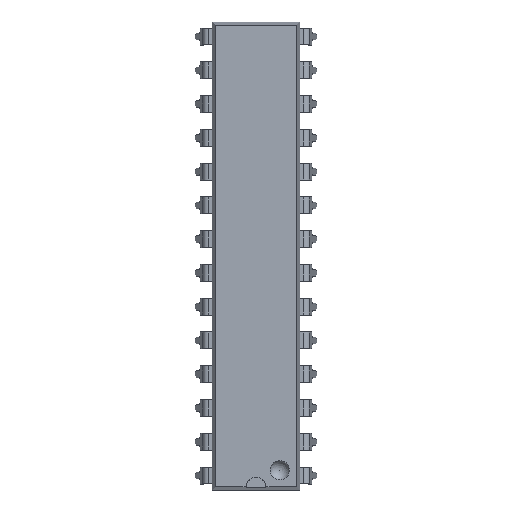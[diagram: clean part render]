
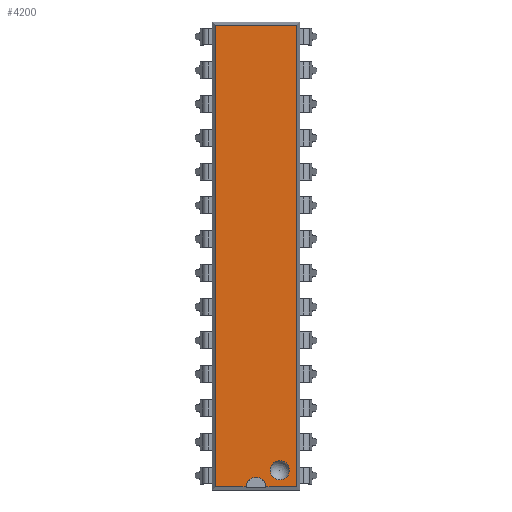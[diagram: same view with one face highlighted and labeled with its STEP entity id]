
A CAD part, top view. The second image highlights one B-rep face of the part: STEP entity #4200.
In plain terms, the highlighted planar face has unit normal (0, 0, 1).
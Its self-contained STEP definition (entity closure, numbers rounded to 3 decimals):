
#1049 = B_SPLINE_SURFACE_WITH_KNOTS('',1,1,(
    (#1050,#1051)
    ,(#1052,#1053
    )),.UNSPECIFIED.,.F.,.F.,.F.,(2,2),(2,2),(0.,35.2),(0.,1.),
  .PIECEWISE_BEZIER_KNOTS.);
#1050 = CARTESIAN_POINT('',(-3.3,-17.6,0.));
#1051 = CARTESIAN_POINT('',(-3.05,-17.35,1.6));
#1052 = CARTESIAN_POINT('',(-3.3,17.6,0.));
#1053 = CARTESIAN_POINT('',(-3.05,17.35,1.6));
#1271 = VERTEX_POINT('',#1272);
#1272 = CARTESIAN_POINT('',(-3.05,-17.35,1.6));
#1285 = B_SPLINE_SURFACE_WITH_KNOTS('',1,1,(
    (#1286,#1287)
    ,(#1288,#1289
    )),.UNSPECIFIED.,.F.,.F.,.F.,(2,2),(2,2),(0.,6.6),(0.,1.),
  .PIECEWISE_BEZIER_KNOTS.);
#1286 = CARTESIAN_POINT('',(3.3,-17.6,0.));
#1287 = CARTESIAN_POINT('',(3.05,-17.35,1.6));
#1288 = CARTESIAN_POINT('',(-3.3,-17.6,0.));
#1289 = CARTESIAN_POINT('',(-3.05,-17.35,1.6));
#2814 = VERTEX_POINT('',#2815);
#2815 = CARTESIAN_POINT('',(-3.05,17.35,1.6));
#2828 = B_SPLINE_SURFACE_WITH_KNOTS('',1,1,(
    (#2829,#2830)
    ,(#2831,#2832
    )),.UNSPECIFIED.,.F.,.F.,.F.,(2,2),(2,2),(0.,6.6),(0.,1.),
  .PIECEWISE_BEZIER_KNOTS.);
#2829 = CARTESIAN_POINT('',(-3.3,17.6,0.));
#2830 = CARTESIAN_POINT('',(-3.05,17.35,1.6));
#2831 = CARTESIAN_POINT('',(3.3,17.6,0.));
#2832 = CARTESIAN_POINT('',(3.05,17.35,1.6));
#2840 = EDGE_CURVE('',#1271,#2814,#2841,.T.);
#2841 = SURFACE_CURVE('',#2842,(#2846,#2852),.PCURVE_S1.);
#2842 = LINE('',#2843,#2844);
#2843 = CARTESIAN_POINT('',(-3.05,-17.35,1.6));
#2844 = VECTOR('',#2845,1.);
#2845 = DIRECTION('',(0.,1.,0.));
#2846 = PCURVE('',#1049,#2847);
#2847 = DEFINITIONAL_REPRESENTATION('',(#2848),#2851);
#2848 = B_SPLINE_CURVE_WITH_KNOTS('',1,(#2849,#2850),.UNSPECIFIED.,.F.,
  .F.,(2,2),(0.,34.7),.PIECEWISE_BEZIER_KNOTS.);
#2849 = CARTESIAN_POINT('',(0.,1.));
#2850 = CARTESIAN_POINT('',(35.2,1.));
#2851 = ( GEOMETRIC_REPRESENTATION_CONTEXT(2) 
PARAMETRIC_REPRESENTATION_CONTEXT() REPRESENTATION_CONTEXT('2D SPACE',''
  ) );
#2852 = PCURVE('',#2853,#2858);
#2853 = PLANE('',#2854);
#2854 = AXIS2_PLACEMENT_3D('',#2855,#2856,#2857);
#2855 = CARTESIAN_POINT('',(-3.05,17.35,1.6));
#2856 = DIRECTION('',(0.,0.,1.));
#2857 = DIRECTION('',(0.173,-0.985,0.));
#2858 = DEFINITIONAL_REPRESENTATION('',(#2859),#2863);
#2859 = LINE('',#2860,#2861);
#2860 = CARTESIAN_POINT('',(34.176,-6.008));
#2861 = VECTOR('',#2862,1.);
#2862 = DIRECTION('',(-0.985,0.173));
#2863 = ( GEOMETRIC_REPRESENTATION_CONTEXT(2) 
PARAMETRIC_REPRESENTATION_CONTEXT() REPRESENTATION_CONTEXT('2D SPACE',''
  ) );
#4024 = VERTEX_POINT('',#4025);
#4025 = CARTESIAN_POINT('',(3.05,-17.35,1.6));
#4038 = B_SPLINE_SURFACE_WITH_KNOTS('',1,1,(
    (#4039,#4040)
    ,(#4041,#4042
    )),.UNSPECIFIED.,.F.,.F.,.F.,(2,2),(2,2),(0.,35.2),(0.,1.),
  .PIECEWISE_BEZIER_KNOTS.);
#4039 = CARTESIAN_POINT('',(3.3,17.6,0.));
#4040 = CARTESIAN_POINT('',(3.05,17.35,1.6));
#4041 = CARTESIAN_POINT('',(3.3,-17.6,0.));
#4042 = CARTESIAN_POINT('',(3.05,-17.35,1.6));
#4071 = EDGE_CURVE('',#4072,#1271,#4074,.T.);
#4072 = VERTEX_POINT('',#4073);
#4073 = CARTESIAN_POINT('',(-0.749,-17.35,1.6));
#4074 = SURFACE_CURVE('',#4075,(#4079,#4085),.PCURVE_S1.);
#4075 = LINE('',#4076,#4077);
#4076 = CARTESIAN_POINT('',(3.05,-17.35,1.6));
#4077 = VECTOR('',#4078,1.);
#4078 = DIRECTION('',(-1.,0.,0.));
#4079 = PCURVE('',#1285,#4080);
#4080 = DEFINITIONAL_REPRESENTATION('',(#4081),#4084);
#4081 = B_SPLINE_CURVE_WITH_KNOTS('',1,(#4082,#4083),.UNSPECIFIED.,.F.,
  .F.,(2,2),(0.,6.1),.PIECEWISE_BEZIER_KNOTS.);
#4082 = CARTESIAN_POINT('',(0.,1.));
#4083 = CARTESIAN_POINT('',(6.6,1.));
#4084 = ( GEOMETRIC_REPRESENTATION_CONTEXT(2) 
PARAMETRIC_REPRESENTATION_CONTEXT() REPRESENTATION_CONTEXT('2D SPACE',''
  ) );
#4085 = PCURVE('',#2853,#4086);
#4086 = DEFINITIONAL_REPRESENTATION('',(#4087),#4091);
#4087 = LINE('',#4088,#4089);
#4088 = CARTESIAN_POINT('',(35.232,0.));
#4089 = VECTOR('',#4090,1.);
#4090 = DIRECTION('',(-0.173,-0.985));
#4091 = ( GEOMETRIC_REPRESENTATION_CONTEXT(2) 
PARAMETRIC_REPRESENTATION_CONTEXT() REPRESENTATION_CONTEXT('2D SPACE',''
  ) );
#4113 = CYLINDRICAL_SURFACE('',#4114,0.75);
#4114 = AXIS2_PLACEMENT_3D('',#4115,#4116,#4117);
#4115 = CARTESIAN_POINT('',(0.,-17.39,1.1));
#4116 = DIRECTION('',(-0.,0.,-1.));
#4117 = DIRECTION('',(0.,-1.,0.));
#4153 = VERTEX_POINT('',#4154);
#4154 = CARTESIAN_POINT('',(0.749,-17.35,1.6));
#4181 = EDGE_CURVE('',#4024,#4153,#4182,.T.);
#4182 = SURFACE_CURVE('',#4183,(#4187,#4193),.PCURVE_S1.);
#4183 = LINE('',#4184,#4185);
#4184 = CARTESIAN_POINT('',(3.05,-17.35,1.6));
#4185 = VECTOR('',#4186,1.);
#4186 = DIRECTION('',(-1.,0.,0.));
#4187 = PCURVE('',#1285,#4188);
#4188 = DEFINITIONAL_REPRESENTATION('',(#4189),#4192);
#4189 = B_SPLINE_CURVE_WITH_KNOTS('',1,(#4190,#4191),.UNSPECIFIED.,.F.,
  .F.,(2,2),(0.,6.1),.PIECEWISE_BEZIER_KNOTS.);
#4190 = CARTESIAN_POINT('',(0.,1.));
#4191 = CARTESIAN_POINT('',(6.6,1.));
#4192 = ( GEOMETRIC_REPRESENTATION_CONTEXT(2) 
PARAMETRIC_REPRESENTATION_CONTEXT() REPRESENTATION_CONTEXT('2D SPACE',''
  ) );
#4193 = PCURVE('',#2853,#4194);
#4194 = DEFINITIONAL_REPRESENTATION('',(#4195),#4199);
#4195 = LINE('',#4196,#4197);
#4196 = CARTESIAN_POINT('',(35.232,0.));
#4197 = VECTOR('',#4198,1.);
#4198 = DIRECTION('',(-0.173,-0.985));
#4199 = ( GEOMETRIC_REPRESENTATION_CONTEXT(2) 
PARAMETRIC_REPRESENTATION_CONTEXT() REPRESENTATION_CONTEXT('2D SPACE',''
  ) );
#4200 = ADVANCED_FACE('',(#4201,#4270),#2853,.T.);
#4201 = FACE_BOUND('',#4202,.T.);
#4202 = EDGE_LOOP('',(#4203,#4225,#4226,#4227,#4249,#4250));
#4203 = ORIENTED_EDGE('',*,*,#4204,.F.);
#4204 = EDGE_CURVE('',#2814,#4205,#4207,.T.);
#4205 = VERTEX_POINT('',#4206);
#4206 = CARTESIAN_POINT('',(3.05,17.35,1.6));
#4207 = SURFACE_CURVE('',#4208,(#4212,#4219),.PCURVE_S1.);
#4208 = LINE('',#4209,#4210);
#4209 = CARTESIAN_POINT('',(-3.05,17.35,1.6));
#4210 = VECTOR('',#4211,1.);
#4211 = DIRECTION('',(1.,0.,0.));
#4212 = PCURVE('',#2853,#4213);
#4213 = DEFINITIONAL_REPRESENTATION('',(#4214),#4218);
#4214 = LINE('',#4215,#4216);
#4215 = CARTESIAN_POINT('',(0.,0.));
#4216 = VECTOR('',#4217,1.);
#4217 = DIRECTION('',(0.173,0.985));
#4218 = ( GEOMETRIC_REPRESENTATION_CONTEXT(2) 
PARAMETRIC_REPRESENTATION_CONTEXT() REPRESENTATION_CONTEXT('2D SPACE',''
  ) );
#4219 = PCURVE('',#2828,#4220);
#4220 = DEFINITIONAL_REPRESENTATION('',(#4221),#4224);
#4221 = B_SPLINE_CURVE_WITH_KNOTS('',1,(#4222,#4223),.UNSPECIFIED.,.F.,
  .F.,(2,2),(0.,6.1),.PIECEWISE_BEZIER_KNOTS.);
#4222 = CARTESIAN_POINT('',(0.,1.));
#4223 = CARTESIAN_POINT('',(6.6,1.));
#4224 = ( GEOMETRIC_REPRESENTATION_CONTEXT(2) 
PARAMETRIC_REPRESENTATION_CONTEXT() REPRESENTATION_CONTEXT('2D SPACE',''
  ) );
#4225 = ORIENTED_EDGE('',*,*,#2840,.F.);
#4226 = ORIENTED_EDGE('',*,*,#4071,.F.);
#4227 = ORIENTED_EDGE('',*,*,#4228,.F.);
#4228 = EDGE_CURVE('',#4153,#4072,#4229,.T.);
#4229 = SURFACE_CURVE('',#4230,(#4235,#4242),.PCURVE_S1.);
#4230 = CIRCLE('',#4231,0.75);
#4231 = AXIS2_PLACEMENT_3D('',#4232,#4233,#4234);
#4232 = CARTESIAN_POINT('',(0.,-17.39,1.6));
#4233 = DIRECTION('',(-0.,0.,1.));
#4234 = DIRECTION('',(0.,-1.,0.));
#4235 = PCURVE('',#2853,#4236);
#4236 = DEFINITIONAL_REPRESENTATION('',(#4237),#4241);
#4237 = CIRCLE('',#4238,0.75);
#4238 = AXIS2_PLACEMENT_2D('',#4239,#4240);
#4239 = CARTESIAN_POINT('',(34.743,-3.011));
#4240 = DIRECTION('',(0.985,-0.173));
#4241 = ( GEOMETRIC_REPRESENTATION_CONTEXT(2) 
PARAMETRIC_REPRESENTATION_CONTEXT() REPRESENTATION_CONTEXT('2D SPACE',''
  ) );
#4242 = PCURVE('',#4113,#4243);
#4243 = DEFINITIONAL_REPRESENTATION('',(#4244),#4248);
#4244 = LINE('',#4245,#4246);
#4245 = CARTESIAN_POINT('',(-0.,-0.5));
#4246 = VECTOR('',#4247,1.);
#4247 = DIRECTION('',(-1.,0.));
#4248 = ( GEOMETRIC_REPRESENTATION_CONTEXT(2) 
PARAMETRIC_REPRESENTATION_CONTEXT() REPRESENTATION_CONTEXT('2D SPACE',''
  ) );
#4249 = ORIENTED_EDGE('',*,*,#4181,.F.);
#4250 = ORIENTED_EDGE('',*,*,#4251,.F.);
#4251 = EDGE_CURVE('',#4205,#4024,#4252,.T.);
#4252 = SURFACE_CURVE('',#4253,(#4257,#4264),.PCURVE_S1.);
#4253 = LINE('',#4254,#4255);
#4254 = CARTESIAN_POINT('',(3.05,17.35,1.6));
#4255 = VECTOR('',#4256,1.);
#4256 = DIRECTION('',(0.,-1.,0.));
#4257 = PCURVE('',#2853,#4258);
#4258 = DEFINITIONAL_REPRESENTATION('',(#4259),#4263);
#4259 = LINE('',#4260,#4261);
#4260 = CARTESIAN_POINT('',(1.056,6.008));
#4261 = VECTOR('',#4262,1.);
#4262 = DIRECTION('',(0.985,-0.173));
#4263 = ( GEOMETRIC_REPRESENTATION_CONTEXT(2) 
PARAMETRIC_REPRESENTATION_CONTEXT() REPRESENTATION_CONTEXT('2D SPACE',''
  ) );
#4264 = PCURVE('',#4038,#4265);
#4265 = DEFINITIONAL_REPRESENTATION('',(#4266),#4269);
#4266 = B_SPLINE_CURVE_WITH_KNOTS('',1,(#4267,#4268),.UNSPECIFIED.,.F.,
  .F.,(2,2),(0.,34.7),.PIECEWISE_BEZIER_KNOTS.);
#4267 = CARTESIAN_POINT('',(0.,1.));
#4268 = CARTESIAN_POINT('',(35.2,1.));
#4269 = ( GEOMETRIC_REPRESENTATION_CONTEXT(2) 
PARAMETRIC_REPRESENTATION_CONTEXT() REPRESENTATION_CONTEXT('2D SPACE',''
  ) );
#4270 = FACE_BOUND('',#4271,.T.);
#4271 = EDGE_LOOP('',(#4272));
#4272 = ORIENTED_EDGE('',*,*,#4273,.F.);
#4273 = EDGE_CURVE('',#4274,#4274,#4276,.T.);
#4274 = VERTEX_POINT('',#4275);
#4275 = CARTESIAN_POINT('',(2.52,-16.12,1.6));
#4276 = SURFACE_CURVE('',#4277,(#4282,#4289),.PCURVE_S1.);
#4277 = CIRCLE('',#4278,0.72);
#4278 = AXIS2_PLACEMENT_3D('',#4279,#4280,#4281);
#4279 = CARTESIAN_POINT('',(1.8,-16.12,1.6));
#4280 = DIRECTION('',(0.,0.,1.));
#4281 = DIRECTION('',(1.,0.,0.));
#4282 = PCURVE('',#2853,#4283);
#4283 = DEFINITIONAL_REPRESENTATION('',(#4284),#4288);
#4284 = CIRCLE('',#4285,0.72);
#4285 = AXIS2_PLACEMENT_2D('',#4286,#4287);
#4286 = CARTESIAN_POINT('',(33.804,-1.018));
#4287 = DIRECTION('',(0.173,0.985));
#4288 = ( GEOMETRIC_REPRESENTATION_CONTEXT(2) 
PARAMETRIC_REPRESENTATION_CONTEXT() REPRESENTATION_CONTEXT('2D SPACE',''
  ) );
#4289 = PCURVE('',#4290,#4295);
#4290 = SPHERICAL_SURFACE('',#4291,0.78);
#4291 = AXIS2_PLACEMENT_3D('',#4292,#4293,#4294);
#4292 = CARTESIAN_POINT('',(1.8,-16.12,1.9));
#4293 = DIRECTION('',(0.,0.,1.));
#4294 = DIRECTION('',(1.,0.,0.));
#4295 = DEFINITIONAL_REPRESENTATION('',(#4296),#4300);
#4296 = LINE('',#4297,#4298);
#4297 = CARTESIAN_POINT('',(0.,-0.395));
#4298 = VECTOR('',#4299,1.);
#4299 = DIRECTION('',(1.,0.));
#4300 = ( GEOMETRIC_REPRESENTATION_CONTEXT(2) 
PARAMETRIC_REPRESENTATION_CONTEXT() REPRESENTATION_CONTEXT('2D SPACE',''
  ) );
